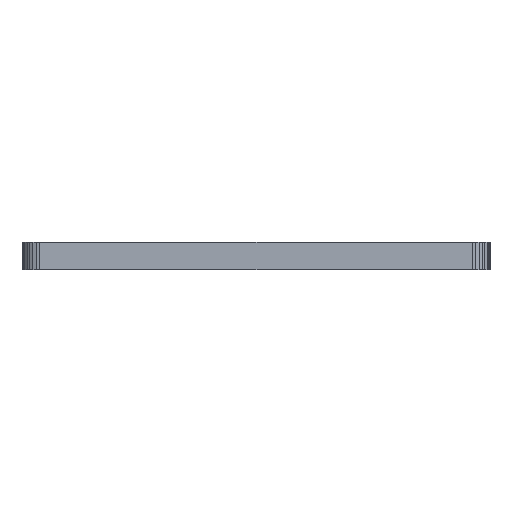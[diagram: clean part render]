
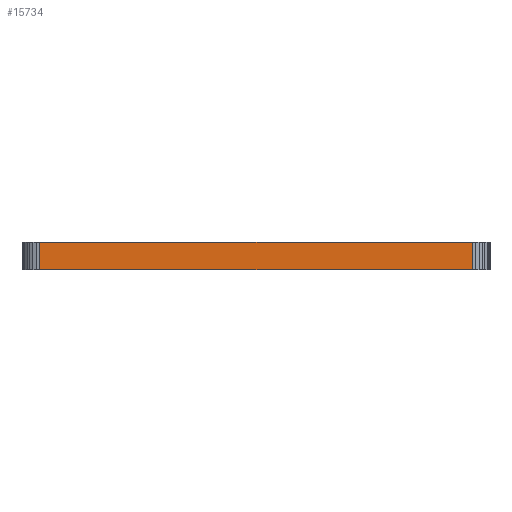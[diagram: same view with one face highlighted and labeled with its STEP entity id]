
A CAD part, left-side view. The second image highlights one B-rep face of the part: STEP entity #15734.
In plain terms, the highlighted planar face has unit normal (-1, 0, 0).
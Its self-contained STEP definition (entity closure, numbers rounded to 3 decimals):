
#90 = PLANE('',#91);
#91 = AXIS2_PLACEMENT_3D('',#92,#93,#94);
#92 = CARTESIAN_POINT('',(100.54,-70.87,1.566));
#93 = DIRECTION('',(-0.,-0.,-1.));
#94 = DIRECTION('',(-1.,0.,0.));
#144 = PLANE('',#145);
#145 = AXIS2_PLACEMENT_3D('',#146,#147,#148);
#146 = CARTESIAN_POINT('',(100.54,-70.87,0.));
#147 = DIRECTION('',(-0.,-0.,-1.));
#148 = DIRECTION('',(-1.,0.,0.));
#925 = VERTEX_POINT('',#926);
#926 = CARTESIAN_POINT('',(71.32,-83.075,0.));
#940 = PLANE('',#941);
#941 = AXIS2_PLACEMENT_3D('',#942,#943,#944);
#942 = CARTESIAN_POINT('',(71.339,-83.27,0.));
#943 = DIRECTION('',(-0.995,-0.098,0.));
#944 = DIRECTION('',(-0.098,0.995,0.));
#952 = EDGE_CURVE('',#925,#953,#955,.T.);
#953 = VERTEX_POINT('',#954);
#954 = CARTESIAN_POINT('',(71.32,-58.665,0.));
#955 = SURFACE_CURVE('',#956,(#960,#967),.PCURVE_S1.);
#956 = LINE('',#957,#958);
#957 = CARTESIAN_POINT('',(71.32,-83.075,0.));
#958 = VECTOR('',#959,1.);
#959 = DIRECTION('',(0.,1.,0.));
#960 = PCURVE('',#144,#961);
#961 = DEFINITIONAL_REPRESENTATION('',(#962),#966);
#962 = LINE('',#963,#964);
#963 = CARTESIAN_POINT('',(29.22,-12.205));
#964 = VECTOR('',#965,1.);
#965 = DIRECTION('',(0.,1.));
#966 = ( GEOMETRIC_REPRESENTATION_CONTEXT(2) 
PARAMETRIC_REPRESENTATION_CONTEXT() REPRESENTATION_CONTEXT('2D SPACE',''
  ) );
#967 = PCURVE('',#968,#973);
#968 = PLANE('',#969);
#969 = AXIS2_PLACEMENT_3D('',#970,#971,#972);
#970 = CARTESIAN_POINT('',(71.32,-83.075,0.));
#971 = DIRECTION('',(-1.,0.,0.));
#972 = DIRECTION('',(0.,1.,0.));
#973 = DEFINITIONAL_REPRESENTATION('',(#974),#978);
#974 = LINE('',#975,#976);
#975 = CARTESIAN_POINT('',(0.,0.));
#976 = VECTOR('',#977,1.);
#977 = DIRECTION('',(1.,0.));
#978 = ( GEOMETRIC_REPRESENTATION_CONTEXT(2) 
PARAMETRIC_REPRESENTATION_CONTEXT() REPRESENTATION_CONTEXT('2D SPACE',''
  ) );
#996 = PLANE('',#997);
#997 = AXIS2_PLACEMENT_3D('',#998,#999,#1000);
#998 = CARTESIAN_POINT('',(71.32,-58.665,0.));
#999 = DIRECTION('',(-0.995,0.098,0.));
#1000 = DIRECTION('',(0.098,0.995,0.));
#8878 = VERTEX_POINT('',#8879);
#8879 = CARTESIAN_POINT('',(71.32,-83.075,1.566));
#8900 = EDGE_CURVE('',#8878,#8901,#8903,.T.);
#8901 = VERTEX_POINT('',#8902);
#8902 = CARTESIAN_POINT('',(71.32,-58.665,1.566));
#8903 = SURFACE_CURVE('',#8904,(#8908,#8915),.PCURVE_S1.);
#8904 = LINE('',#8905,#8906);
#8905 = CARTESIAN_POINT('',(71.32,-83.075,1.566));
#8906 = VECTOR('',#8907,1.);
#8907 = DIRECTION('',(0.,1.,0.));
#8908 = PCURVE('',#90,#8909);
#8909 = DEFINITIONAL_REPRESENTATION('',(#8910),#8914);
#8910 = LINE('',#8911,#8912);
#8911 = CARTESIAN_POINT('',(29.22,-12.205));
#8912 = VECTOR('',#8913,1.);
#8913 = DIRECTION('',(0.,1.));
#8914 = ( GEOMETRIC_REPRESENTATION_CONTEXT(2) 
PARAMETRIC_REPRESENTATION_CONTEXT() REPRESENTATION_CONTEXT('2D SPACE',''
  ) );
#8915 = PCURVE('',#968,#8916);
#8916 = DEFINITIONAL_REPRESENTATION('',(#8917),#8921);
#8917 = LINE('',#8918,#8919);
#8918 = CARTESIAN_POINT('',(0.,-1.566));
#8919 = VECTOR('',#8920,1.);
#8920 = DIRECTION('',(1.,0.));
#8921 = ( GEOMETRIC_REPRESENTATION_CONTEXT(2) 
PARAMETRIC_REPRESENTATION_CONTEXT() REPRESENTATION_CONTEXT('2D SPACE',''
  ) );
#15684 = EDGE_CURVE('',#953,#8901,#15685,.T.);
#15685 = SURFACE_CURVE('',#15686,(#15690,#15697),.PCURVE_S1.);
#15686 = LINE('',#15687,#15688);
#15687 = CARTESIAN_POINT('',(71.32,-58.665,0.));
#15688 = VECTOR('',#15689,1.);
#15689 = DIRECTION('',(0.,0.,1.));
#15690 = PCURVE('',#996,#15691);
#15691 = DEFINITIONAL_REPRESENTATION('',(#15692),#15696);
#15692 = LINE('',#15693,#15694);
#15693 = CARTESIAN_POINT('',(0.,0.));
#15694 = VECTOR('',#15695,1.);
#15695 = DIRECTION('',(0.,-1.));
#15696 = ( GEOMETRIC_REPRESENTATION_CONTEXT(2) 
PARAMETRIC_REPRESENTATION_CONTEXT() REPRESENTATION_CONTEXT('2D SPACE',''
  ) );
#15697 = PCURVE('',#968,#15698);
#15698 = DEFINITIONAL_REPRESENTATION('',(#15699),#15703);
#15699 = LINE('',#15700,#15701);
#15700 = CARTESIAN_POINT('',(24.41,0.));
#15701 = VECTOR('',#15702,1.);
#15702 = DIRECTION('',(0.,-1.));
#15703 = ( GEOMETRIC_REPRESENTATION_CONTEXT(2) 
PARAMETRIC_REPRESENTATION_CONTEXT() REPRESENTATION_CONTEXT('2D SPACE',''
  ) );
#15734 = ADVANCED_FACE('',(#15735),#968,.T.);
#15735 = FACE_BOUND('',#15736,.T.);
#15736 = EDGE_LOOP('',(#15737,#15758,#15759,#15760));
#15737 = ORIENTED_EDGE('',*,*,#15738,.T.);
#15738 = EDGE_CURVE('',#925,#8878,#15739,.T.);
#15739 = SURFACE_CURVE('',#15740,(#15744,#15751),.PCURVE_S1.);
#15740 = LINE('',#15741,#15742);
#15741 = CARTESIAN_POINT('',(71.32,-83.075,0.));
#15742 = VECTOR('',#15743,1.);
#15743 = DIRECTION('',(0.,0.,1.));
#15744 = PCURVE('',#968,#15745);
#15745 = DEFINITIONAL_REPRESENTATION('',(#15746),#15750);
#15746 = LINE('',#15747,#15748);
#15747 = CARTESIAN_POINT('',(0.,0.));
#15748 = VECTOR('',#15749,1.);
#15749 = DIRECTION('',(0.,-1.));
#15750 = ( GEOMETRIC_REPRESENTATION_CONTEXT(2) 
PARAMETRIC_REPRESENTATION_CONTEXT() REPRESENTATION_CONTEXT('2D SPACE',''
  ) );
#15751 = PCURVE('',#940,#15752);
#15752 = DEFINITIONAL_REPRESENTATION('',(#15753),#15757);
#15753 = LINE('',#15754,#15755);
#15754 = CARTESIAN_POINT('',(0.196,0.));
#15755 = VECTOR('',#15756,1.);
#15756 = DIRECTION('',(0.,-1.));
#15757 = ( GEOMETRIC_REPRESENTATION_CONTEXT(2) 
PARAMETRIC_REPRESENTATION_CONTEXT() REPRESENTATION_CONTEXT('2D SPACE',''
  ) );
#15758 = ORIENTED_EDGE('',*,*,#8900,.T.);
#15759 = ORIENTED_EDGE('',*,*,#15684,.F.);
#15760 = ORIENTED_EDGE('',*,*,#952,.F.);
